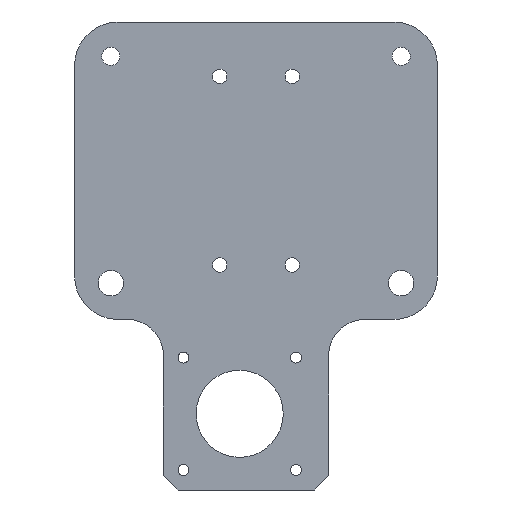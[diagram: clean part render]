
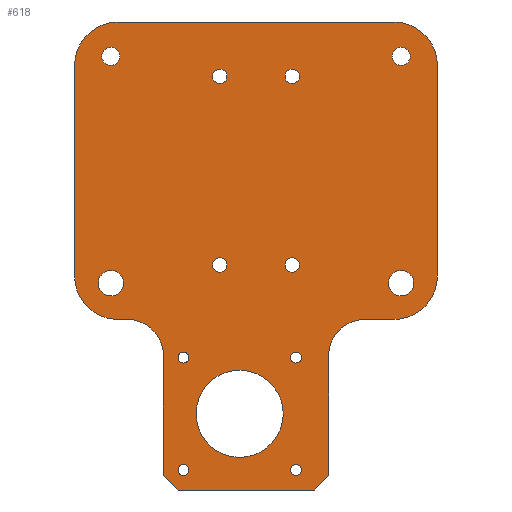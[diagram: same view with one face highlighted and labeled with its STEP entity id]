
A CAD part, left-side view. The second image highlights one B-rep face of the part: STEP entity #618.
In plain terms, the highlighted planar face has unit normal (-1, 0, 0).
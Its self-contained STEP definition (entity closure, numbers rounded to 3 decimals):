
#15=FACE_BOUND('',#88,.T.);
#16=FACE_BOUND('',#89,.T.);
#17=FACE_BOUND('',#90,.T.);
#18=FACE_BOUND('',#91,.T.);
#19=FACE_BOUND('',#92,.T.);
#20=FACE_BOUND('',#93,.T.);
#21=FACE_BOUND('',#94,.T.);
#22=FACE_BOUND('',#95,.T.);
#23=FACE_BOUND('',#96,.T.);
#24=FACE_BOUND('',#97,.T.);
#25=FACE_BOUND('',#98,.T.);
#26=FACE_BOUND('',#99,.T.);
#27=FACE_BOUND('',#100,.T.);
#43=PLANE('',#665);
#56=FACE_OUTER_BOUND('',#87,.T.);
#87=EDGE_LOOP('',(#434,#435,#436,#437,#438,#439,#440,#441,#442,#443,#444,
#445,#446,#447,#448,#449));
#88=EDGE_LOOP('',(#450));
#89=EDGE_LOOP('',(#451));
#90=EDGE_LOOP('',(#452));
#91=EDGE_LOOP('',(#453));
#92=EDGE_LOOP('',(#454));
#93=EDGE_LOOP('',(#455));
#94=EDGE_LOOP('',(#456));
#95=EDGE_LOOP('',(#457));
#96=EDGE_LOOP('',(#458));
#97=EDGE_LOOP('',(#459));
#98=EDGE_LOOP('',(#460));
#99=EDGE_LOOP('',(#461));
#100=EDGE_LOOP('',(#462));
#145=LINE('',#933,#194);
#146=LINE('',#936,#195);
#149=LINE('',#942,#198);
#150=LINE('',#944,#199);
#151=LINE('',#946,#200);
#152=LINE('',#948,#201);
#153=LINE('',#952,#202);
#154=LINE('',#956,#203);
#155=LINE('',#960,#204);
#156=LINE('',#964,#205);
#194=VECTOR('',#743,10.);
#195=VECTOR('',#746,10.);
#198=VECTOR('',#751,1.);
#199=VECTOR('',#752,1.);
#200=VECTOR('',#753,1.);
#201=VECTOR('',#754,1.);
#202=VECTOR('',#757,1.);
#203=VECTOR('',#760,1.);
#204=VECTOR('',#763,1.);
#205=VECTOR('',#766,1.);
#240=CIRCLE('',#662,10.);
#241=CIRCLE('',#666,10.);
#242=CIRCLE('',#667,12.);
#243=CIRCLE('',#668,12.);
#244=CIRCLE('',#669,12.);
#245=CIRCLE('',#670,12.);
#246=CIRCLE('',#671,2.);
#247=CIRCLE('',#672,2.);
#248=CIRCLE('',#673,1.5);
#249=CIRCLE('',#674,12.);
#250=CIRCLE('',#675,2.);
#251=CIRCLE('',#676,2.5);
#252=CIRCLE('',#677,3.5);
#253=CIRCLE('',#678,3.5);
#254=CIRCLE('',#679,2.5);
#255=CIRCLE('',#680,2.);
#256=CIRCLE('',#681,1.5);
#257=CIRCLE('',#682,1.5);
#258=CIRCLE('',#683,1.5);
#279=VERTEX_POINT('',#923);
#280=VERTEX_POINT('',#925);
#282=VERTEX_POINT('',#931);
#283=VERTEX_POINT('',#935);
#285=VERTEX_POINT('',#941);
#286=VERTEX_POINT('',#943);
#287=VERTEX_POINT('',#945);
#288=VERTEX_POINT('',#947);
#289=VERTEX_POINT('',#949);
#290=VERTEX_POINT('',#951);
#291=VERTEX_POINT('',#953);
#292=VERTEX_POINT('',#955);
#293=VERTEX_POINT('',#957);
#294=VERTEX_POINT('',#959);
#295=VERTEX_POINT('',#961);
#296=VERTEX_POINT('',#963);
#297=VERTEX_POINT('',#966);
#298=VERTEX_POINT('',#968);
#299=VERTEX_POINT('',#970);
#300=VERTEX_POINT('',#972);
#301=VERTEX_POINT('',#974);
#302=VERTEX_POINT('',#976);
#303=VERTEX_POINT('',#978);
#304=VERTEX_POINT('',#980);
#305=VERTEX_POINT('',#982);
#306=VERTEX_POINT('',#984);
#307=VERTEX_POINT('',#986);
#308=VERTEX_POINT('',#988);
#309=VERTEX_POINT('',#990);
#337=EDGE_CURVE('',#279,#280,#240,.T.);
#341=EDGE_CURVE('',#279,#282,#145,.T.);
#342=EDGE_CURVE('',#283,#280,#146,.T.);
#345=EDGE_CURVE('',#285,#282,#149,.T.);
#346=EDGE_CURVE('',#286,#285,#150,.T.);
#347=EDGE_CURVE('',#287,#286,#151,.F.);
#348=EDGE_CURVE('',#288,#287,#152,.T.);
#349=EDGE_CURVE('',#288,#289,#241,.F.);
#350=EDGE_CURVE('',#290,#289,#153,.F.);
#351=EDGE_CURVE('',#291,#290,#242,.F.);
#352=EDGE_CURVE('',#292,#291,#154,.T.);
#353=EDGE_CURVE('',#293,#292,#243,.F.);
#354=EDGE_CURVE('',#294,#293,#155,.F.);
#355=EDGE_CURVE('',#295,#294,#244,.F.);
#356=EDGE_CURVE('',#296,#295,#156,.T.);
#357=EDGE_CURVE('',#283,#296,#245,.F.);
#358=EDGE_CURVE('',#297,#297,#246,.T.);
#359=EDGE_CURVE('',#298,#298,#247,.T.);
#360=EDGE_CURVE('',#299,#299,#248,.T.);
#361=EDGE_CURVE('',#300,#300,#249,.F.);
#362=EDGE_CURVE('',#301,#301,#250,.T.);
#363=EDGE_CURVE('',#302,#302,#251,.T.);
#364=EDGE_CURVE('',#303,#303,#252,.T.);
#365=EDGE_CURVE('',#304,#304,#253,.T.);
#366=EDGE_CURVE('',#305,#305,#254,.T.);
#367=EDGE_CURVE('',#306,#306,#255,.T.);
#368=EDGE_CURVE('',#307,#307,#256,.T.);
#369=EDGE_CURVE('',#308,#308,#257,.T.);
#370=EDGE_CURVE('',#309,#309,#258,.T.);
#434=ORIENTED_EDGE('',*,*,#342,.T.);
#435=ORIENTED_EDGE('',*,*,#337,.F.);
#436=ORIENTED_EDGE('',*,*,#341,.T.);
#437=ORIENTED_EDGE('',*,*,#345,.F.);
#438=ORIENTED_EDGE('',*,*,#346,.F.);
#439=ORIENTED_EDGE('',*,*,#347,.F.);
#440=ORIENTED_EDGE('',*,*,#348,.F.);
#441=ORIENTED_EDGE('',*,*,#349,.T.);
#442=ORIENTED_EDGE('',*,*,#350,.F.);
#443=ORIENTED_EDGE('',*,*,#351,.F.);
#444=ORIENTED_EDGE('',*,*,#352,.F.);
#445=ORIENTED_EDGE('',*,*,#353,.F.);
#446=ORIENTED_EDGE('',*,*,#354,.F.);
#447=ORIENTED_EDGE('',*,*,#355,.F.);
#448=ORIENTED_EDGE('',*,*,#356,.F.);
#449=ORIENTED_EDGE('',*,*,#357,.F.);
#450=ORIENTED_EDGE('',*,*,#358,.T.);
#451=ORIENTED_EDGE('',*,*,#359,.T.);
#452=ORIENTED_EDGE('',*,*,#360,.T.);
#453=ORIENTED_EDGE('',*,*,#361,.T.);
#454=ORIENTED_EDGE('',*,*,#362,.T.);
#455=ORIENTED_EDGE('',*,*,#363,.T.);
#456=ORIENTED_EDGE('',*,*,#364,.T.);
#457=ORIENTED_EDGE('',*,*,#365,.T.);
#458=ORIENTED_EDGE('',*,*,#366,.T.);
#459=ORIENTED_EDGE('',*,*,#367,.T.);
#460=ORIENTED_EDGE('',*,*,#368,.T.);
#461=ORIENTED_EDGE('',*,*,#369,.T.);
#462=ORIENTED_EDGE('',*,*,#370,.T.);
#618=ADVANCED_FACE('',(#56,#15,#16,#17,#18,#19,#20,#21,#22,#23,#24,#25,
#26,#27),#43,.F.);
#662=AXIS2_PLACEMENT_3D('',#926,#736,#737);
#665=AXIS2_PLACEMENT_3D('',#940,#749,#750);
#666=AXIS2_PLACEMENT_3D('',#950,#755,#756);
#667=AXIS2_PLACEMENT_3D('',#954,#758,#759);
#668=AXIS2_PLACEMENT_3D('',#958,#761,#762);
#669=AXIS2_PLACEMENT_3D('',#962,#764,#765);
#670=AXIS2_PLACEMENT_3D('',#965,#767,#768);
#671=AXIS2_PLACEMENT_3D('',#967,#769,#770);
#672=AXIS2_PLACEMENT_3D('',#969,#771,#772);
#673=AXIS2_PLACEMENT_3D('',#971,#773,#774);
#674=AXIS2_PLACEMENT_3D('',#973,#775,#776);
#675=AXIS2_PLACEMENT_3D('',#975,#777,#778);
#676=AXIS2_PLACEMENT_3D('',#977,#779,#780);
#677=AXIS2_PLACEMENT_3D('',#979,#781,#782);
#678=AXIS2_PLACEMENT_3D('',#981,#783,#784);
#679=AXIS2_PLACEMENT_3D('',#983,#785,#786);
#680=AXIS2_PLACEMENT_3D('',#985,#787,#788);
#681=AXIS2_PLACEMENT_3D('',#987,#789,#790);
#682=AXIS2_PLACEMENT_3D('',#989,#791,#792);
#683=AXIS2_PLACEMENT_3D('',#991,#793,#794);
#736=DIRECTION('center_axis',(-1.,0.,0.));
#737=DIRECTION('ref_axis',(0.,-0.708,0.706));
#743=DIRECTION('',(0.,0.,-1.));
#746=DIRECTION('',(0.,-1.,-0.004));
#749=DIRECTION('center_axis',(1.,0.,0.));
#750=DIRECTION('ref_axis',(0.,1.,0.));
#751=DIRECTION('',(0.,0.707,0.707));
#752=DIRECTION('',(0.,1.,0.));
#753=DIRECTION('',(0.,-0.707,0.707));
#754=DIRECTION('',(0.,0.,-1.));
#755=DIRECTION('center_axis',(-1.,0.,0.));
#756=DIRECTION('ref_axis',(0.,1.,0.));
#757=DIRECTION('',(0.,-1.,0.));
#758=DIRECTION('center_axis',(-1.,0.,0.));
#759=DIRECTION('ref_axis',(0.,1.,0.));
#760=DIRECTION('',(0.,0.,-1.));
#761=DIRECTION('center_axis',(-1.,0.,0.));
#762=DIRECTION('ref_axis',(0.,1.,0.));
#763=DIRECTION('',(0.,1.,0.));
#764=DIRECTION('center_axis',(-1.,0.,0.));
#765=DIRECTION('ref_axis',(0.,1.,0.));
#766=DIRECTION('',(0.,0.,1.));
#767=DIRECTION('center_axis',(-1.,0.,0.));
#768=DIRECTION('ref_axis',(0.,1.,0.));
#769=DIRECTION('center_axis',(1.,0.,0.));
#770=DIRECTION('ref_axis',(0.,-1.,0.));
#771=DIRECTION('center_axis',(1.,0.,0.));
#772=DIRECTION('ref_axis',(0.,-1.,0.));
#773=DIRECTION('center_axis',(1.,0.,0.));
#774=DIRECTION('ref_axis',(0.,-1.,0.));
#775=DIRECTION('center_axis',(-1.,0.,0.));
#776=DIRECTION('ref_axis',(0.,1.,0.));
#777=DIRECTION('center_axis',(1.,0.,0.));
#778=DIRECTION('ref_axis',(0.,-1.,0.));
#779=DIRECTION('center_axis',(1.,0.,0.));
#780=DIRECTION('ref_axis',(0.,-1.,0.));
#781=DIRECTION('center_axis',(1.,0.,0.));
#782=DIRECTION('ref_axis',(0.,-1.,0.));
#783=DIRECTION('center_axis',(1.,0.,0.));
#784=DIRECTION('ref_axis',(0.,-1.,0.));
#785=DIRECTION('center_axis',(1.,0.,0.));
#786=DIRECTION('ref_axis',(0.,-1.,0.));
#787=DIRECTION('center_axis',(1.,0.,0.));
#788=DIRECTION('ref_axis',(0.,-1.,0.));
#789=DIRECTION('center_axis',(1.,0.,0.));
#790=DIRECTION('ref_axis',(0.,-1.,0.));
#791=DIRECTION('center_axis',(1.,0.,0.));
#792=DIRECTION('ref_axis',(0.,-1.,0.));
#793=DIRECTION('center_axis',(1.,0.,0.));
#794=DIRECTION('ref_axis',(0.,-1.,0.));
#923=CARTESIAN_POINT('',(-5.,25.5,-9.965));
#925=CARTESIAN_POINT('',(-5.,35.465,0.035));
#926=CARTESIAN_POINT('Origin',(-5.,35.5,-9.965));
#931=CARTESIAN_POINT('',(-5.,25.5,-43.));
#933=CARTESIAN_POINT('',(-5.,25.5,-9.123));
#935=CARTESIAN_POINT('',(-5.,39.067,0.048));
#936=CARTESIAN_POINT('',(-5.,12.75,-0.045));
#940=CARTESIAN_POINT('Origin',(-5.,0.,0.));
#941=CARTESIAN_POINT('',(-5.,21.5,-47.));
#942=CARTESIAN_POINT('',(-5.,23.5,-45.));
#943=CARTESIAN_POINT('',(-5.,-16.,-47.));
#944=CARTESIAN_POINT('',(-5.,2.75,-47.));
#945=CARTESIAN_POINT('',(-5.,-20.,-43.));
#946=CARTESIAN_POINT('',(-5.,-18.,-45.));
#947=CARTESIAN_POINT('',(-5.,-20.,-10.));
#948=CARTESIAN_POINT('',(-5.,-20.,-26.5));
#949=CARTESIAN_POINT('',(-5.,-30.,0.));
#950=CARTESIAN_POINT('Origin',(-5.,-30.,-10.));
#951=CARTESIAN_POINT('',(-5.,-38.,0.));
#952=CARTESIAN_POINT('',(-5.,-34.,0.));
#953=CARTESIAN_POINT('',(-5.,-50.,12.));
#954=CARTESIAN_POINT('Origin',(-5.,-38.,12.));
#955=CARTESIAN_POINT('',(-5.,-50.,70.));
#956=CARTESIAN_POINT('',(-5.,-50.,41.));
#957=CARTESIAN_POINT('',(-5.,-38.,82.));
#958=CARTESIAN_POINT('Origin',(-5.,-38.,70.));
#959=CARTESIAN_POINT('',(-5.,38.,82.));
#960=CARTESIAN_POINT('',(-5.,0.,82.));
#961=CARTESIAN_POINT('',(-5.,50.,70.));
#962=CARTESIAN_POINT('Origin',(-5.,38.,70.));
#963=CARTESIAN_POINT('',(-5.,50.,12.));
#964=CARTESIAN_POINT('',(-5.,50.,41.));
#965=CARTESIAN_POINT('Origin',(-5.,38.,12.));
#966=CARTESIAN_POINT('',(-5.,-12.,15.));
#967=CARTESIAN_POINT('Origin',(-5.,-10.,15.));
#968=CARTESIAN_POINT('',(-5.,8.,15.));
#969=CARTESIAN_POINT('Origin',(-5.,10.,15.));
#970=CARTESIAN_POINT('',(-5.,-12.5,-10.5));
#971=CARTESIAN_POINT('Origin',(-5.,-11.,-10.5));
#972=CARTESIAN_POINT('',(-5.,13.444,-18.));
#973=CARTESIAN_POINT('Origin',(-5.,4.5,-26.));
#974=CARTESIAN_POINT('',(-5.,-12.,67.));
#975=CARTESIAN_POINT('Origin',(-5.,-10.,67.));
#976=CARTESIAN_POINT('',(-5.,-42.5,72.5));
#977=CARTESIAN_POINT('Origin',(-5.,-40.,72.5));
#978=CARTESIAN_POINT('',(-5.,-43.5,10.));
#979=CARTESIAN_POINT('Origin',(-5.,-40.,10.));
#980=CARTESIAN_POINT('',(-5.,36.5,10.));
#981=CARTESIAN_POINT('Origin',(-5.,40.,10.));
#982=CARTESIAN_POINT('',(-5.,37.5,72.5));
#983=CARTESIAN_POINT('Origin',(-5.,40.,72.5));
#984=CARTESIAN_POINT('',(-5.,8.,67.));
#985=CARTESIAN_POINT('Origin',(-5.,10.,67.));
#986=CARTESIAN_POINT('',(-5.,18.5,-10.5));
#987=CARTESIAN_POINT('Origin',(-5.,20.,-10.5));
#988=CARTESIAN_POINT('',(-5.,18.5,-41.5));
#989=CARTESIAN_POINT('Origin',(-5.,20.,-41.5));
#990=CARTESIAN_POINT('',(-5.,-12.5,-41.5));
#991=CARTESIAN_POINT('Origin',(-5.,-11.,-41.5));
